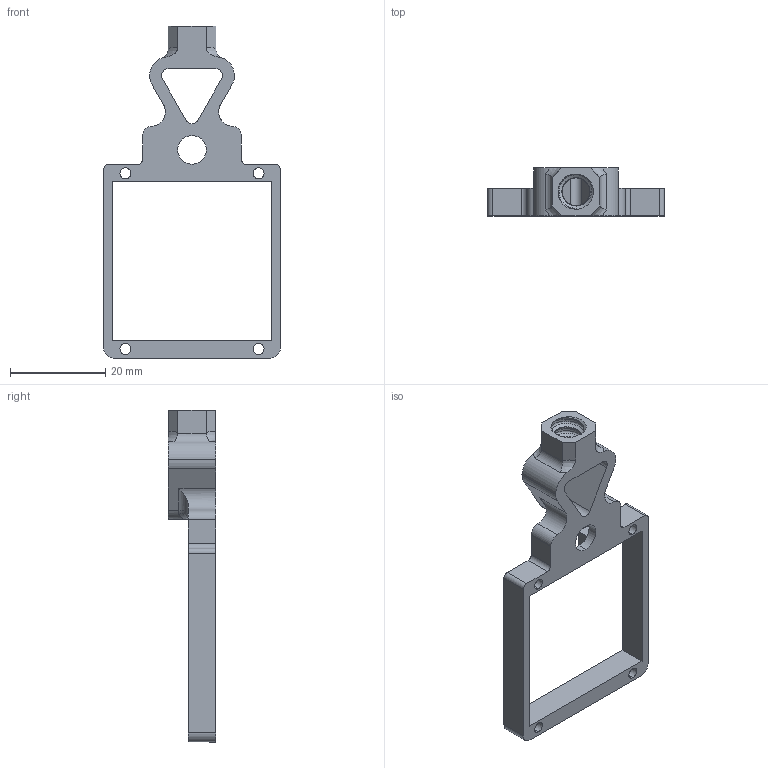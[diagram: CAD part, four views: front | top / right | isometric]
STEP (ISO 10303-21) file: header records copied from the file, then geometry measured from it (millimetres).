
FILE_DESCRIPTION (( 'STEP AP214' ), '1' );
FILE_NAME ('LED_holder_rectangle_1.2_bi_color.STEP', '2019-10-01T17:01:39', ( '' ), ( '' ), 'SwSTEP 2.0', 'SolidWorks 2012', '' );
FILE_SCHEMA (( 'AUTOMOTIVE_DESIGN' ));
Length unit declared in the file: millimetre
Products named in the file (1): LED_holder_rectangle_1.2_bi_color
Bounding box: 37.02 x 10 x 69.66 mm (x, y, z)
Volume: 3988.8 mm3; surface area: 4499.5 mm2
Topology: 1 solids, 1 shells, 92 faces, 284 edges, 192 vertices
Faces by surface type: cylinder 40, plane 35, bspline 10, cone 5, torus 2
Entity records: 9520 total; most frequent: CARTESIAN_POINT 7031, ORIENTED_EDGE 568, DIRECTION 446, EDGE_CURVE 284, VERTEX_POINT 192, AXIS2_PLACEMENT_3D 153, VECTOR 140, LINE 140
